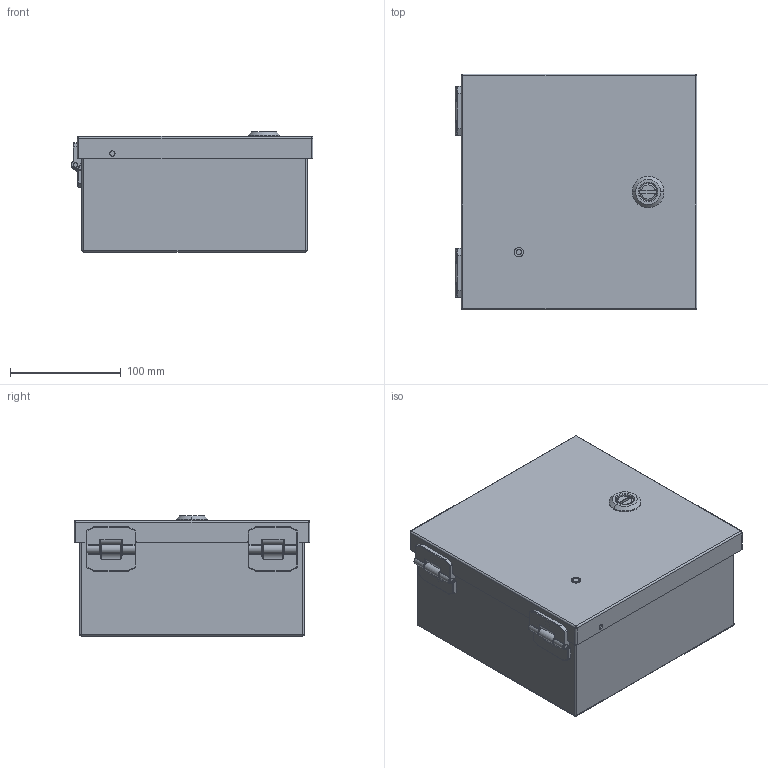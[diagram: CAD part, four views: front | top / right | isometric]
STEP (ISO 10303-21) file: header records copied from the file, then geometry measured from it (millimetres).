
FILE_DESCRIPTION (( 'STEP AP214' ), '1' );
FILE_NAME ('SCE-8N804LP_rev1.STEP', '2023-08-09T17:53:28', ( '' ), ( '' ), 'SwSTEP 2.0', 'SolidWorks 2021', '' );
FILE_SCHEMA (( 'AUTOMOTIVE_DESIGN' ));
Length unit declared in the file: inch
Products named in the file (1): SCE-8N804LP_rev1
Bounding box: 218.24 x 212.73 x 108.28 mm (x, y, z)
Volume: 364612.8 mm3; surface area: 456269.4 mm2
Topology: 23 solids, 23 shells, 746 faces, 1810 edges, 1084 vertices
Faces by surface type: cylinder 318, plane 249, bspline 104, torus 38, cone 21, sphere 16
Full cylindrical faces by diameter (mm): 3.962 x2, 4.013 x6, 4.06 x4, 4.763 x2, 4.905 x1, 6.02 x4, 8.191 x2, 8.357 x2, 8.715 x4
Entity records: 30533 total; most frequent: CARTESIAN_POINT 13493, DIRECTION 3484, ORIENTED_EDGE 3458, EDGE_CURVE 1729, AXIS2_PLACEMENT_3D 1344, VERTEX_POINT 1082, EDGE_LOOP 859, VECTOR 796
